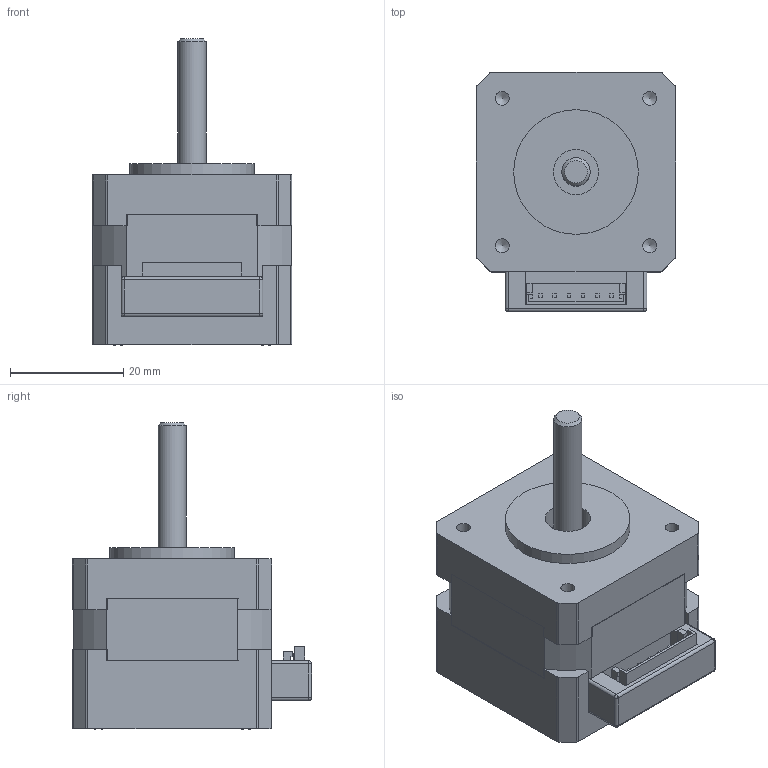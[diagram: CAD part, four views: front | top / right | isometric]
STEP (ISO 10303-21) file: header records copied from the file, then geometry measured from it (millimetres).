
FILE_DESCRIPTION(/* description */ (''),/* implementation_level */ '2;1');
FILE_NAME(/* name */ 'SC3518S1204-A.stp',/* time_stamp */ '2018-08-22T08:05:27+02:00',/* author */ ('angelika.schneid'),/* organization */ (''),/* preprocessor_version */ 'ST-DEVELOPER v17',/* originating_system */ 'Autodesk Inventor 2018',/* authorisation */ '');
FILE_SCHEMA (('AUTOMOTIVE_DESIGN { 1 0 10303 214 3 1 1 }'));
Length unit declared in the file: millimetre
Products named in the file (1): SC3518S1204-A_Shrinkwrap_1
Bounding box: 35.2 x 42.2 x 54.04 mm (x, y, z)
Volume: 37766 mm3; surface area: 15604.1 mm2
Topology: 10 solids, 10 shells, 360 faces, 962 edges, 641 vertices
Faces by surface type: plane 221, cone 65, cylinder 62, sphere 8, torus 4
Full cylindrical faces by diameter (mm): 2.459 x4, 2.75 x4, 3 x4, 3.4 x4, 5 x3, 6.1 x4, 7 x1, 8 x1, 22 x1
Entity records: 11703 total; most frequent: CARTESIAN_POINT 2148, DIRECTION 1921, ORIENTED_EDGE 1908, EDGE_CURVE 954, AXIS2_PLACEMENT_3D 686, VERTEX_POINT 641, LINE 549, VECTOR 549
